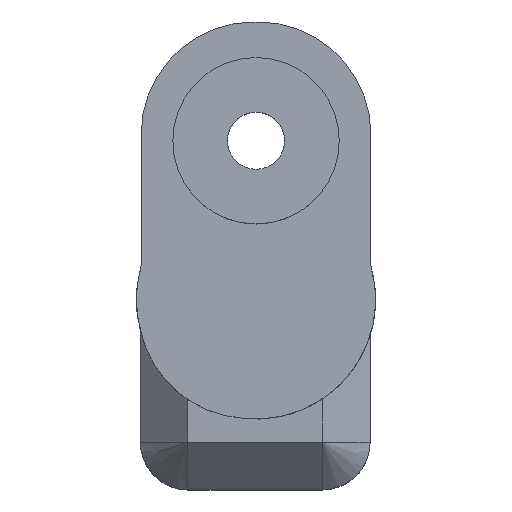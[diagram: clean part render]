
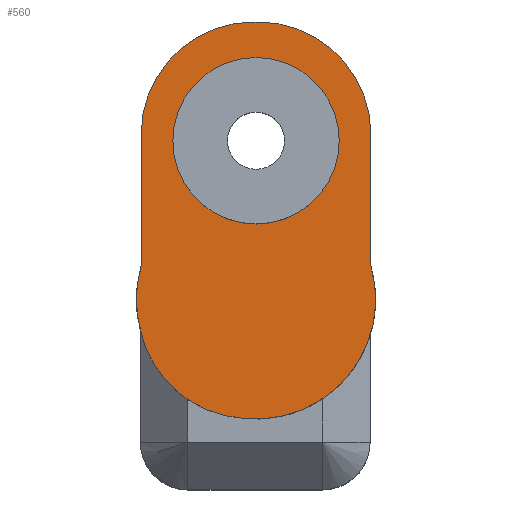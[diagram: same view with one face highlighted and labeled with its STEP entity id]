
A CAD part, top view. The second image highlights one B-rep face of the part: STEP entity #560.
In plain terms, the highlighted planar face has unit normal (0, 0, 1).
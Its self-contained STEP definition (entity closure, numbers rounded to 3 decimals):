
#18=FACE_BOUND('',#109,.T.);
#44=CIRCLE('',#617,7.1);
#45=CIRCLE('',#619,7.55);
#46=CIRCLE('',#620,7.1);
#47=CIRCLE('',#621,7.1);
#48=CIRCLE('',#622,7.55);
#49=CIRCLE('',#623,5.25);
#74=FACE_OUTER_BOUND('',#108,.T.);
#108=EDGE_LOOP('',(#417,#418,#419,#420,#421,#422,#423,#424));
#109=EDGE_LOOP('',(#425));
#157=LINE('',#894,#207);
#158=LINE('',#898,#208);
#159=LINE('',#902,#209);
#207=VECTOR('',#725,10.);
#208=VECTOR('',#728,10.);
#209=VECTOR('',#731,10.);
#259=VERTEX_POINT('',#885);
#260=VERTEX_POINT('',#886);
#261=VERTEX_POINT('',#891);
#262=VERTEX_POINT('',#893);
#263=VERTEX_POINT('',#895);
#264=VERTEX_POINT('',#897);
#265=VERTEX_POINT('',#899);
#266=VERTEX_POINT('',#901);
#267=VERTEX_POINT('',#904);
#319=EDGE_CURVE('',#259,#260,#44,.T.);
#322=EDGE_CURVE('',#259,#261,#45,.T.);
#323=EDGE_CURVE('',#262,#261,#157,.T.);
#324=EDGE_CURVE('',#263,#262,#46,.T.);
#325=EDGE_CURVE('',#264,#263,#158,.T.);
#326=EDGE_CURVE('',#265,#264,#47,.T.);
#327=EDGE_CURVE('',#266,#265,#159,.T.);
#328=EDGE_CURVE('',#266,#260,#48,.T.);
#329=EDGE_CURVE('',#267,#267,#49,.T.);
#417=ORIENTED_EDGE('',*,*,#319,.F.);
#418=ORIENTED_EDGE('',*,*,#322,.T.);
#419=ORIENTED_EDGE('',*,*,#323,.F.);
#420=ORIENTED_EDGE('',*,*,#324,.F.);
#421=ORIENTED_EDGE('',*,*,#325,.F.);
#422=ORIENTED_EDGE('',*,*,#326,.F.);
#423=ORIENTED_EDGE('',*,*,#327,.F.);
#424=ORIENTED_EDGE('',*,*,#328,.T.);
#425=ORIENTED_EDGE('',*,*,#329,.T.);
#535=PLANE('',#618);
#560=ADVANCED_FACE('',(#74,#18),#535,.T.);
#617=AXIS2_PLACEMENT_3D('',#887,#717,#718);
#618=AXIS2_PLACEMENT_3D('',#890,#721,#722);
#619=AXIS2_PLACEMENT_3D('',#892,#723,#724);
#620=AXIS2_PLACEMENT_3D('',#896,#726,#727);
#621=AXIS2_PLACEMENT_3D('',#900,#729,#730);
#622=AXIS2_PLACEMENT_3D('',#903,#732,#733);
#623=AXIS2_PLACEMENT_3D('',#905,#734,#735);
#717=DIRECTION('center_axis',(0.,0.,-1.));
#718=DIRECTION('ref_axis',(-0.072,-0.997,0.));
#721=DIRECTION('center_axis',(0.,0.,1.));
#722=DIRECTION('ref_axis',(1.,0.,0.));
#723=DIRECTION('center_axis',(0.,0.,1.));
#724=DIRECTION('ref_axis',(1.,0.,0.));
#725=DIRECTION('',(0.,-1.,0.));
#726=DIRECTION('center_axis',(0.,0.,-1.));
#727=DIRECTION('ref_axis',(0.707,0.707,0.));
#728=DIRECTION('',(1.,0.,0.));
#729=DIRECTION('center_axis',(0.,0.,-1.));
#730=DIRECTION('ref_axis',(-0.707,0.707,0.));
#731=DIRECTION('',(0.,1.,0.));
#732=DIRECTION('center_axis',(0.,0.,1.));
#733=DIRECTION('ref_axis',(1.,0.,0.));
#734=DIRECTION('center_axis',(0.,0.,-1.));
#735=DIRECTION('ref_axis',(-1.,0.,0.));
#885=CARTESIAN_POINT('',(-0.867,-7.5,17.));
#886=CARTESIAN_POINT('',(-7.25,-2.107,17.));
#887=CARTESIAN_POINT('Origin',(-0.354,-0.419,17.));
#890=CARTESIAN_POINT('Origin',(0.,0.,17.));
#891=CARTESIAN_POINT('',(7.25,2.107,17.));
#892=CARTESIAN_POINT('Origin',(0.,0.,17.));
#893=CARTESIAN_POINT('',(7.25,10.4,17.));
#894=CARTESIAN_POINT('',(7.25,17.5,17.));
#895=CARTESIAN_POINT('',(0.15,17.5,17.));
#896=CARTESIAN_POINT('Origin',(0.15,10.4,17.));
#897=CARTESIAN_POINT('',(-0.15,17.5,17.));
#898=CARTESIAN_POINT('',(-7.25,17.5,17.));
#899=CARTESIAN_POINT('',(-7.25,10.4,17.));
#900=CARTESIAN_POINT('Origin',(-0.15,10.4,17.));
#901=CARTESIAN_POINT('',(-7.25,2.107,17.));
#902=CARTESIAN_POINT('',(-7.25,-7.5,17.));
#903=CARTESIAN_POINT('Origin',(0.,0.,17.));
#904=CARTESIAN_POINT('',(5.25,10.,17.));
#905=CARTESIAN_POINT('Origin',(0.,10.,17.));
